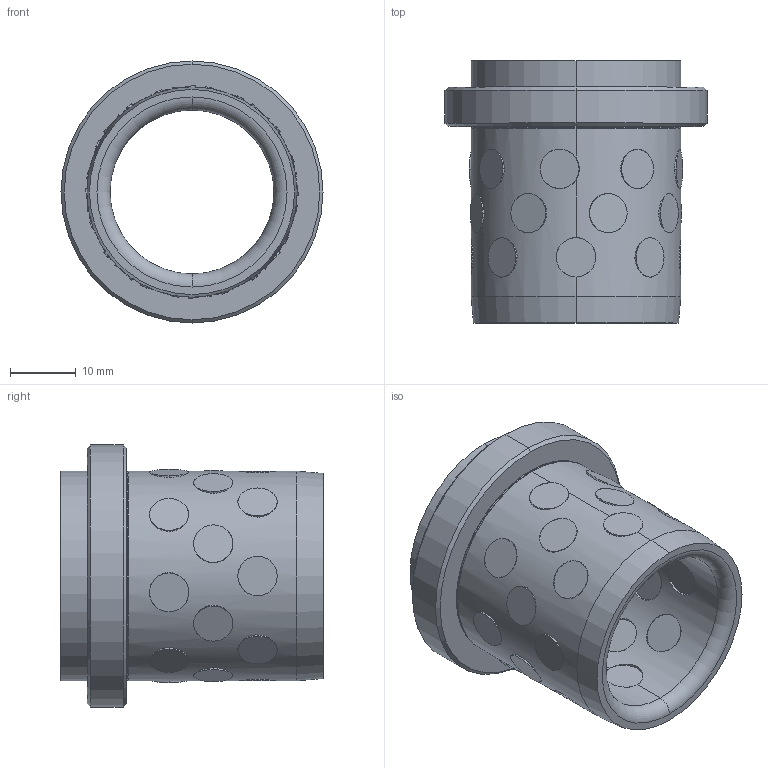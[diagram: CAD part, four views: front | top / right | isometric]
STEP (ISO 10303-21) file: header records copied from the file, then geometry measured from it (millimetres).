
FILE_DESCRIPTION (( 'STEP AP214' ), '1' );
FILE_NAME ('JNM-25.STEP', '2021-10-20T09:06:06', ( '' ), ( '' ), 'SwSTEP 2.0', 'SolidWorks 2016', '' );
FILE_SCHEMA (( 'AUTOMOTIVE_DESIGN' ));
Length unit declared in the file: millimetre
Products named in the file (29): ʯī-L3.5; JNM-D25-L40; JNM-25
Assembly tree (26 placements, depth 2):
  ʯī-L3.5
  ʯī-L3.5
  ʯī-L3.5
  ʯī-L3.5
  ʯī-L3.5
Bounding box: 40 x 40 x 40 mm (x, y, z)
Volume: 14902 mm3; surface area: 11767 mm2
Topology: 25 solids, 25 shells, 172 faces, 369 edges, 242 vertices
Faces by surface type: cylinder 106, plane 52, cone 8, torus 6
Entity records: 6368 total; most frequent: CARTESIAN_POINT 3588, ORIENTED_EDGE 460, DIRECTION 384, EDGE_CURVE 230, AXIS2_PLACEMENT_3D 154, VERTEX_POINT 148, EDGE_LOOP 124, B_SPLINE_CURVE_WITH_KNOTS 113
